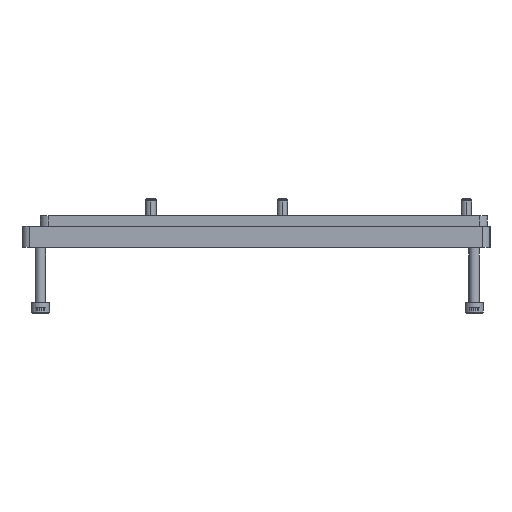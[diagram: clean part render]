
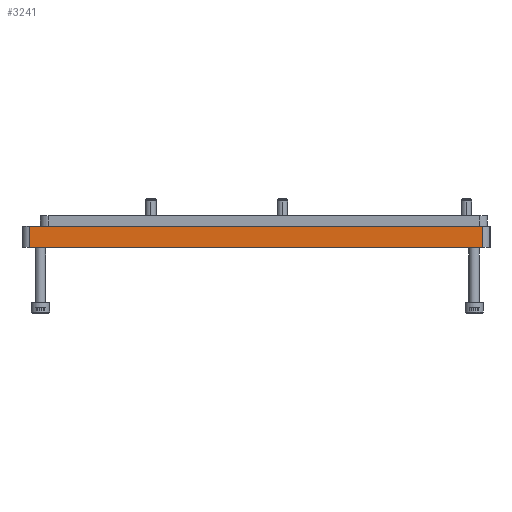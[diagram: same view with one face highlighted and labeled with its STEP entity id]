
A CAD part, left-side view. The second image highlights one B-rep face of the part: STEP entity #3241.
In plain terms, the highlighted planar face has unit normal (-1, 0, 0).
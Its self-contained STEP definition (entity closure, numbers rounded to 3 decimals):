
#15 = CARTESIAN_POINT ( 'NONE',  ( -227.25, -134.3, 0. ) ) ;
#220 = CARTESIAN_POINT ( 'NONE',  ( -227.25, 37.7, 8. ) ) ;
#222 = DIRECTION ( 'NONE',  ( 0., 0., -1. ) ) ;
#283 = LINE ( 'NONE', #1324, #2510 ) ;
#391 = ORIENTED_EDGE ( 'NONE', *, *, #7086, .F. ) ;
#953 = VECTOR ( 'NONE', #1938, 1000. ) ;
#1324 = CARTESIAN_POINT ( 'NONE',  ( -227.25, -134.3, 8. ) ) ;
#1909 = DIRECTION ( 'NONE',  ( 0., 0., -1. ) ) ;
#1938 = DIRECTION ( 'NONE',  ( 0., -1., 0. ) ) ;
#2451 = AXIS2_PLACEMENT_3D ( 'NONE', #3190, #5420, #1909 ) ;
#2510 = VECTOR ( 'NONE', #5028, 1000. ) ;
#2558 = FACE_OUTER_BOUND ( 'NONE', #6745, .T. ) ;
#3190 = CARTESIAN_POINT ( 'NONE',  ( -227.25, -134.3, 8. ) ) ;
#3241 = ADVANCED_FACE ( 'NONE', ( #2558 ), #6015, .F. ) ;
#3653 = CARTESIAN_POINT ( 'NONE',  ( -227.25, -134.3, 8. ) ) ;
#3702 = DIRECTION ( 'NONE',  ( 0., 0., -1. ) ) ;
#3959 = EDGE_CURVE ( 'NONE', #4294, #7474, #5632, .T. ) ;
#4137 = ORIENTED_EDGE ( 'NONE', *, *, #4778, .T. ) ;
#4294 = VERTEX_POINT ( 'NONE', #3653 ) ;
#4302 = ORIENTED_EDGE ( 'NONE', *, *, #3959, .F. ) ;
#4455 = ORIENTED_EDGE ( 'NONE', *, *, #7415, .T. ) ;
#4778 = EDGE_CURVE ( 'NONE', #5534, #7474, #5570, .T. ) ;
#4925 = CARTESIAN_POINT ( 'NONE',  ( -227.25, 37.7, 0. ) ) ;
#5028 = DIRECTION ( 'NONE',  ( 0., -1., 0. ) ) ;
#5034 = CARTESIAN_POINT ( 'NONE',  ( -227.25, -134.3, 0. ) ) ;
#5134 = VECTOR ( 'NONE', #3702, 1000. ) ;
#5420 = DIRECTION ( 'NONE',  ( 1., 0., 0. ) ) ;
#5534 = VERTEX_POINT ( 'NONE', #4925 ) ;
#5550 = LINE ( 'NONE', #220, #5134 ) ;
#5570 = LINE ( 'NONE', #15, #953 ) ;
#5632 = LINE ( 'NONE', #6111, #7269 ) ;
#6015 = PLANE ( 'NONE',  #2451 ) ;
#6111 = CARTESIAN_POINT ( 'NONE',  ( -227.25, -134.3, 8. ) ) ;
#6523 = CARTESIAN_POINT ( 'NONE',  ( -227.25, 37.7, 8. ) ) ;
#6730 = VERTEX_POINT ( 'NONE', #6523 ) ;
#6745 = EDGE_LOOP ( 'NONE', ( #4137, #4302, #391, #4455 ) ) ;
#7086 = EDGE_CURVE ( 'NONE', #6730, #4294, #283, .T. ) ;
#7269 = VECTOR ( 'NONE', #222, 1000. ) ;
#7415 = EDGE_CURVE ( 'NONE', #6730, #5534, #5550, .T. ) ;
#7474 = VERTEX_POINT ( 'NONE', #5034 ) ;
